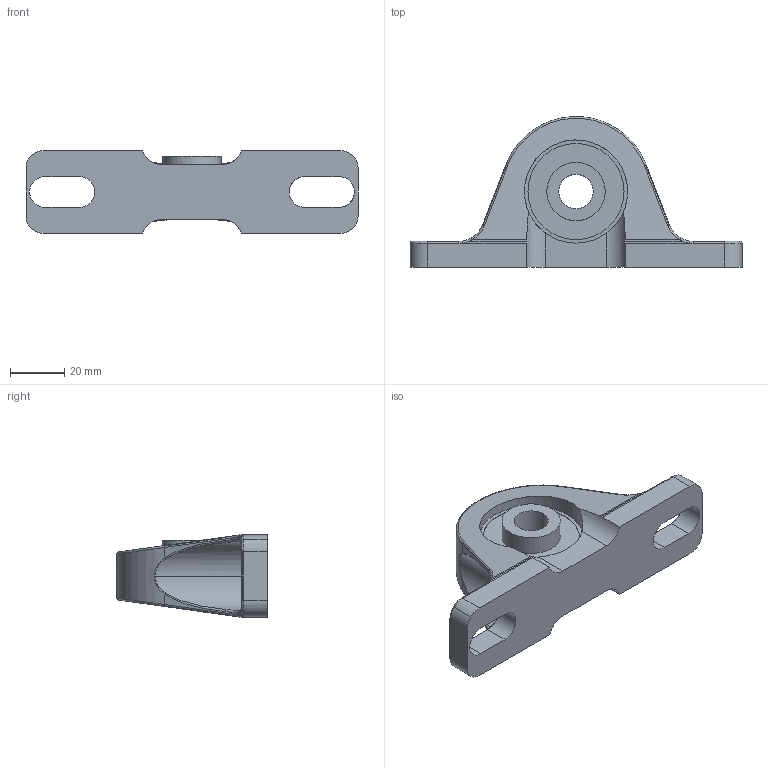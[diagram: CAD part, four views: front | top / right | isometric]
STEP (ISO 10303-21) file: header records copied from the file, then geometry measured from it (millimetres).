
FILE_DESCRIPTION((''),'2;1');
FILE_NAME('Pillow block bearing.stp','2002-01-21T15:47:31',('Administrator'),(''),'Autodesk Inventor (tm) 3.0','Autodesk Inventor (tm) 3.0','');
FILE_SCHEMA(('CONFIG_CONTROL_DESIGN'));
Length unit declared in the file: inch
Products named in the file (1): Pillow block bearing
Bounding box: 122.56 x 55.57 x 30.48 mm (x, y, z)
Volume: 66123.1 mm3; surface area: 18626 mm2
Topology: 1 solids, 1 shells, 145 faces, 373 edges, 232 vertices
Faces by surface type: cylinder 74, plane 31, bspline 20, cone 12, torus 8
Entity records: 5994 total; most frequent: CARTESIAN_POINT 2357, DIRECTION 763, ORIENTED_EDGE 746, EDGE_CURVE 373, AXIS2_PLACEMENT_3D 310, VERTEX_POINT 232, EDGE_LOOP 153, CIRCLE 149
